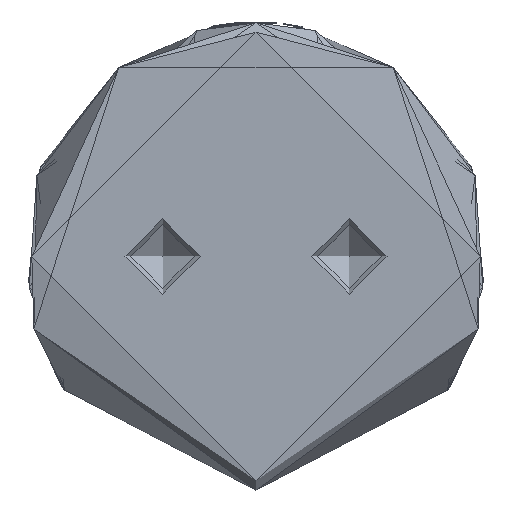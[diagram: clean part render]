
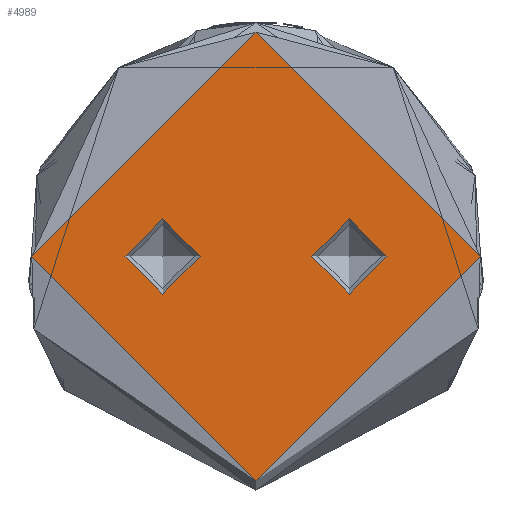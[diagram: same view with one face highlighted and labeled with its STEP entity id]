
A CAD part, front view. The second image highlights one B-rep face of the part: STEP entity #4989.
In plain terms, the highlighted face is planar.
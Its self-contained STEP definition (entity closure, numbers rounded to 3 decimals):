
#43 = ORIENTED_EDGE ( 'NONE', *, *, #1446, .F. ) ;
#164 = DIRECTION ( 'NONE',  ( 1., 0., 0. ) ) ;
#308 = DIRECTION ( 'NONE',  ( 0., -1., 0. ) ) ;
#353 = AXIS2_PLACEMENT_3D ( 'NONE', #5646, #2887, #164 ) ;
#483 = FACE_BOUND ( 'NONE', #1248, .T. ) ;
#1065 = AXIS2_PLACEMENT_3D ( 'NONE', #4216, #1477, #4675 ) ;
#1100 = CARTESIAN_POINT ( 'NONE',  ( 0., 24., 0. ) ) ;
#1232 = CIRCLE ( 'NONE', #353, 4.025 ) ;
#1248 = EDGE_LOOP ( 'NONE', ( #3959 ) ) ;
#1277 = CARTESIAN_POINT ( 'NONE',  ( 14.025, 0., 0. ) ) ;
#1394 = FACE_OUTER_BOUND ( 'NONE', #4085, .T. ) ;
#1446 = EDGE_CURVE ( 'NONE', #1947, #1947, #1232, .T. ) ;
#1477 = DIRECTION ( 'NONE',  ( 0., 0., 1. ) ) ;
#1585 = VERTEX_POINT ( 'NONE', #2202 ) ;
#1667 = AXIS2_PLACEMENT_3D ( 'NONE', #1100, #2471, #5698 ) ;
#1809 = VERTEX_POINT ( 'NONE', #5885 ) ;
#1947 = VERTEX_POINT ( 'NONE', #1277 ) ;
#2003 = PLANE ( 'NONE',  #1667 ) ;
#2202 = CARTESIAN_POINT ( 'NONE',  ( 0., -24., 0. ) ) ;
#2471 = DIRECTION ( 'NONE',  ( 0., 0., -1. ) ) ;
#2869 = AXIS2_PLACEMENT_3D ( 'NONE', #5809, #3049, #308 ) ;
#2887 = DIRECTION ( 'NONE',  ( 0., 0., 1. ) ) ;
#3049 = DIRECTION ( 'NONE',  ( 0., 0., 1. ) ) ;
#3196 = CIRCLE ( 'NONE', #1065, 4.025 ) ;
#3345 = EDGE_CURVE ( 'NONE', #1809, #1809, #3196, .T. ) ;
#3615 = FACE_BOUND ( 'NONE', #4015, .T. ) ;
#3695 = ORIENTED_EDGE ( 'NONE', *, *, #5612, .T. ) ;
#3959 = ORIENTED_EDGE ( 'NONE', *, *, #3345, .F. ) ;
#4015 = EDGE_LOOP ( 'NONE', ( #43 ) ) ;
#4085 = EDGE_LOOP ( 'NONE', ( #3695 ) ) ;
#4167 = CIRCLE ( 'NONE', #2869, 24. ) ;
#4216 = CARTESIAN_POINT ( 'NONE',  ( -10., 0., 0. ) ) ;
#4675 = DIRECTION ( 'NONE',  ( 1., 0., 0. ) ) ;
#4989 = ADVANCED_FACE ( 'NONE', ( #483, #3615, #1394 ), #2003, .F. ) ;
#5612 = EDGE_CURVE ( 'NONE', #1585, #1585, #4167, .T. ) ;
#5646 = CARTESIAN_POINT ( 'NONE',  ( 10., 0., 0. ) ) ;
#5698 = DIRECTION ( 'NONE',  ( 0., 1., 0. ) ) ;
#5809 = CARTESIAN_POINT ( 'NONE',  ( 0., 0., 0. ) ) ;
#5885 = CARTESIAN_POINT ( 'NONE',  ( -5.975, 0., 0. ) ) ;
